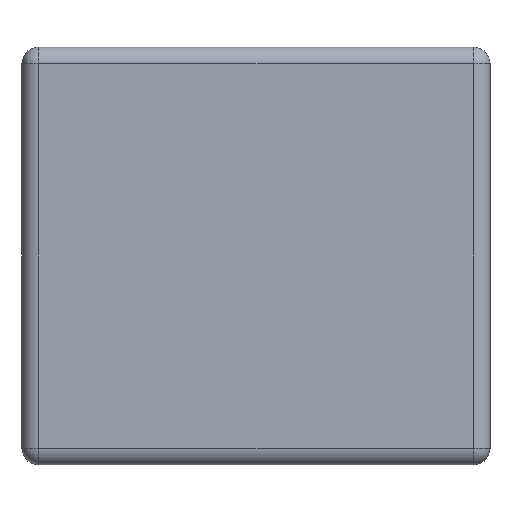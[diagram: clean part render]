
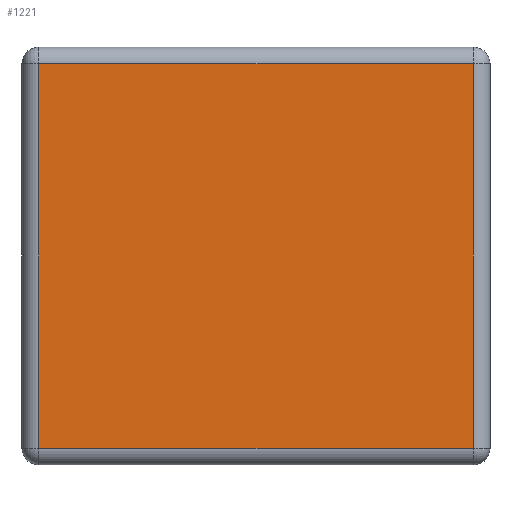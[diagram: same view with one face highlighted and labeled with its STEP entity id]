
A CAD part, left-side view. The second image highlights one B-rep face of the part: STEP entity #1221.
In plain terms, the highlighted planar face has unit normal (-1, 0, 0).
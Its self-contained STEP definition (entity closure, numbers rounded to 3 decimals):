
#69 = CARTESIAN_POINT ( 'NONE',  ( -1., 1.4, 0.575 ) ) ;
#116 = EDGE_LOOP ( 'NONE', ( #129, #293, #379, #850 ) ) ;
#124 = VERTEX_POINT ( 'NONE', #789 ) ;
#129 = ORIENTED_EDGE ( 'NONE', *, *, #616, .T. ) ;
#177 = EDGE_CURVE ( 'NONE', #452, #124, #291, .T. ) ;
#187 = EDGE_CURVE ( 'NONE', #124, #1025, #693, .T. ) ;
#240 = CARTESIAN_POINT ( 'NONE',  ( -1., 1.35, 0.575 ) ) ;
#291 = LINE ( 'NONE', #1200, #1198 ) ;
#293 = ORIENTED_EDGE ( 'NONE', *, *, #177, .T. ) ;
#349 = PLANE ( 'NONE',  #1063 ) ;
#379 = ORIENTED_EDGE ( 'NONE', *, *, #187, .T. ) ;
#400 = LINE ( 'NONE', #671, #695 ) ;
#452 = VERTEX_POINT ( 'NONE', #1250 ) ;
#494 = DIRECTION ( 'NONE',  ( 0., -1., 0. ) ) ;
#550 = CARTESIAN_POINT ( 'NONE',  ( -1., 1.4, -0.625 ) ) ;
#573 = EDGE_CURVE ( 'NONE', #1025, #1083, #950, .T. ) ;
#616 = EDGE_CURVE ( 'NONE', #1083, #452, #400, .T. ) ;
#671 = CARTESIAN_POINT ( 'NONE',  ( -1., 1.35, -0.625 ) ) ;
#693 = LINE ( 'NONE', #889, #836 ) ;
#695 = VECTOR ( 'NONE', #794, 1000. ) ;
#784 = DIRECTION ( 'NONE',  ( 0., 0., 1. ) ) ;
#789 = CARTESIAN_POINT ( 'NONE',  ( -1., 0.05, -0.575 ) ) ;
#794 = DIRECTION ( 'NONE',  ( 0., 0., -1. ) ) ;
#836 = VECTOR ( 'NONE', #784, 1000. ) ;
#839 = FACE_OUTER_BOUND ( 'NONE', #116, .T. ) ;
#850 = ORIENTED_EDGE ( 'NONE', *, *, #573, .T. ) ;
#889 = CARTESIAN_POINT ( 'NONE',  ( -1., 0.05, -0.625 ) ) ;
#902 = DIRECTION ( 'NONE',  ( 0., 1., 0. ) ) ;
#949 = VECTOR ( 'NONE', #902, 1000. ) ;
#950 = LINE ( 'NONE', #69, #949 ) ;
#1025 = VERTEX_POINT ( 'NONE', #1267 ) ;
#1063 = AXIS2_PLACEMENT_3D ( 'NONE', #550, #1064, #1157 ) ;
#1064 = DIRECTION ( 'NONE',  ( 1., 0., 0. ) ) ;
#1083 = VERTEX_POINT ( 'NONE', #240 ) ;
#1157 = DIRECTION ( 'NONE',  ( 0., 0., -1. ) ) ;
#1198 = VECTOR ( 'NONE', #494, 1000. ) ;
#1200 = CARTESIAN_POINT ( 'NONE',  ( -1., 1.4, -0.575 ) ) ;
#1221 = ADVANCED_FACE ( 'NONE', ( #839 ), #349, .F. ) ;
#1250 = CARTESIAN_POINT ( 'NONE',  ( -1., 1.35, -0.575 ) ) ;
#1267 = CARTESIAN_POINT ( 'NONE',  ( -1., 0.05, 0.575 ) ) ;
